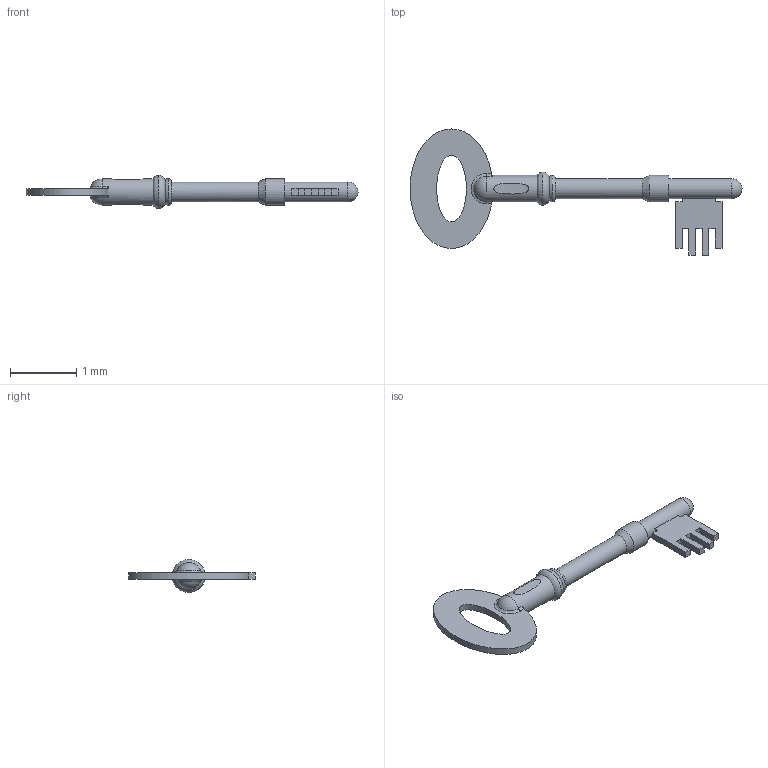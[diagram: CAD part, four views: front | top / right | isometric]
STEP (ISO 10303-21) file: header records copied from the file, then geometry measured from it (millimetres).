
FILE_DESCRIPTION(('a Product shape'),'1');
FILE_NAME('Euclid Shape Model','2000-05-24T12:59:23',('Author Name'),( 'MATRA-DATAVISION'),'CASCADE STEP processor V3.0', 'MATRA-DATAVISION CASCADE OL 3.0','Authorisation status');
FILE_SCHEMA(('AUTOMOTIVE_DESIGN { 1 2 10303 214 0 1 1 1 }'));
Length unit declared in the file: millimetre
Products named in the file (1): Key1 1
Bounding box: 5 x 1.9 x 0.5 mm (x, y, z)
Surface area: 9.1 mm2 (no closed solid volume)
Topology: 0 solids, 47 shells, 47 faces, 240 edges, 226 vertices
Faces by surface type: extrusion 24, cylinder 8, plane 5, torus 4, sphere 3, bspline 2, cone 1
Full cylindrical faces by diameter (mm): 0.3 x2, 0.4 x2
Entity records: 11018 total; most frequent: CARTESIAN_POINT 8213, DIRECTION 302, B_SPLINE_CURVE_WITH_KNOTS 298, ORIENTED_EDGE 250, PCURVE 250, DEFINITIONAL_REPRESENTATION 250, EDGE_CURVE 236, VERTEX_POINT 226
